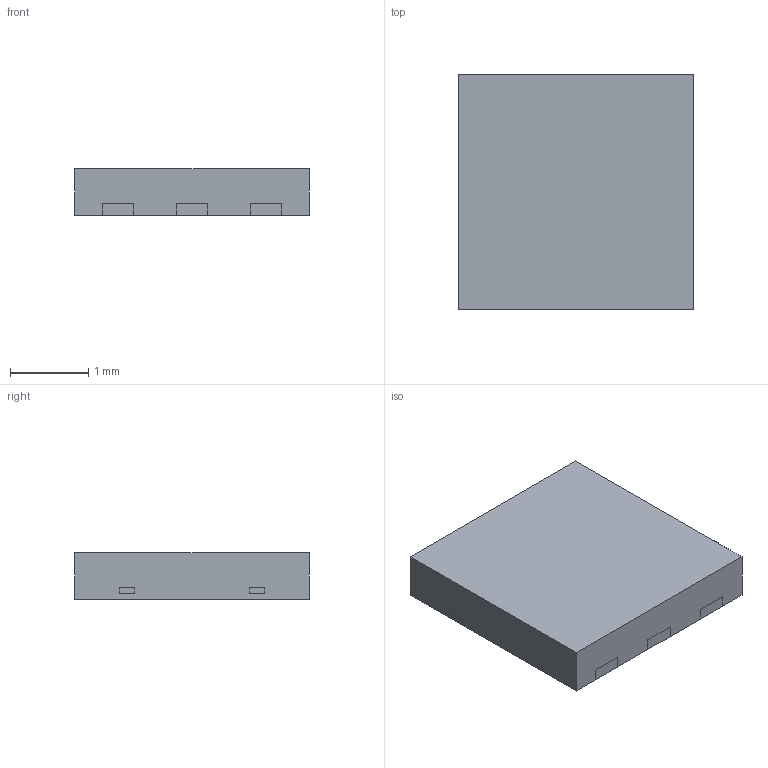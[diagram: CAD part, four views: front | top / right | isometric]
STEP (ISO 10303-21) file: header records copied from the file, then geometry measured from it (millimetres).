
FILE_DESCRIPTION(/* description */ (''),/* implementation_level */ '2;1');
FILE_NAME(/* name */ 'DFN3030-6_STP',/* time_stamp */ '2020-11-09T09:54:52+08:00',/* author */ ('Wei Wu'),/* organization */ ('Diodes'),/* preprocessor_version */ 'ST-DEVELOPER v16.7',/* originating_system */ 'DEX',/* authorisation */ $);
FILE_SCHEMA (('AUTOMOTIVE_DESIGN {1 0 10303 214 3 1 1}'));
Length unit declared in the file: millimetre
Products named in the file (3): DFN3030-6; LDF; MOld
Assembly tree (2 placements, depth 2):
  DFN3030-6
    LDF
    MOld
Bounding box: 3 x 3 x 0.6 mm (x, y, z)
Volume: 5.4 mm3; surface area: 47.5 mm2
Topology: 8 solids, 8 shells, 211 faces, 588 edges, 392 vertices
Faces by surface type: plane 173, cylinder 38
Entity records: 7549 total; most frequent: CARTESIAN_POINT 1194, ORIENTED_EDGE 1176, DIRECTION 1092, EDGE_CURVE 588, LINE 512, VECTOR 512, VERTEX_POINT 392, AXIS2_PLACEMENT_3D 290
